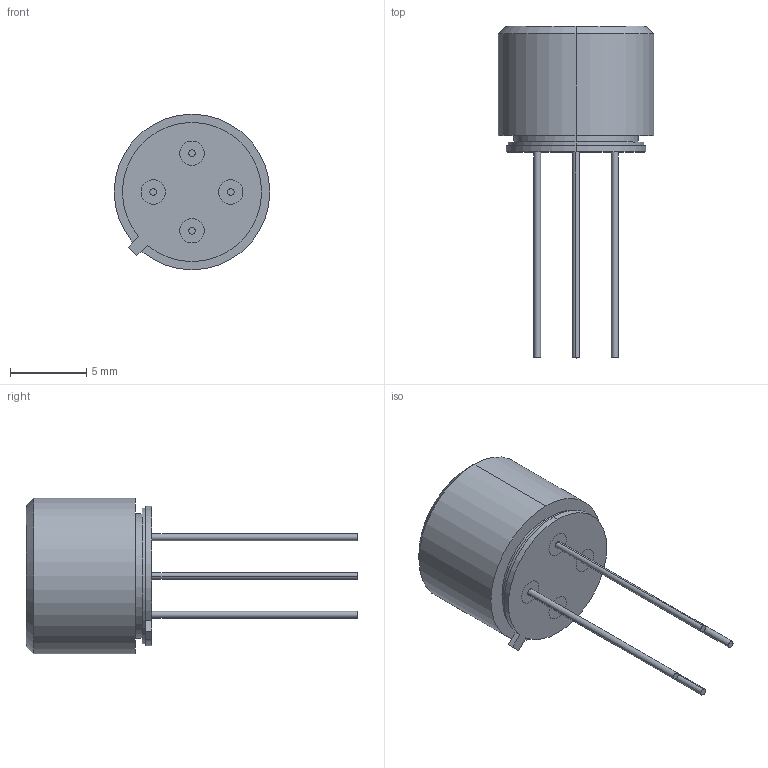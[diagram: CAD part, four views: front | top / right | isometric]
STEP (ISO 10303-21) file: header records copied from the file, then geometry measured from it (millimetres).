
FILE_DESCRIPTION (( 'STEP AP214' ), '1' );
FILE_NAME ('MLX90614ESF-ACC-000-SP.STEP', '2024-07-10T06:25:22', ( '' ), ( '' ), 'SwSTEP 2.0', 'SolidWorks 2021', '' );
FILE_SCHEMA (( 'AUTOMOTIVE_DESIGN' ));
Length unit declared in the file: millimetre
Products named in the file (1): MLX90614ESF-ACC-000-SP
Bounding box: 10.2 x 21.75 x 10.2 mm (x, y, z)
Volume: 637 mm3; surface area: 673.5 mm2
Topology: 10 solids, 10 shells, 70 faces, 124 edges, 82 vertices
Faces by surface type: cylinder 37, plane 31, cone 2
Entity records: 1843 total; most frequent: DIRECTION 342, CARTESIAN_POINT 277, ORIENTED_EDGE 248, AXIS2_PLACEMENT_3D 147, EDGE_CURVE 124, VERTEX_POINT 82, EDGE_LOOP 78, CIRCLE 76
